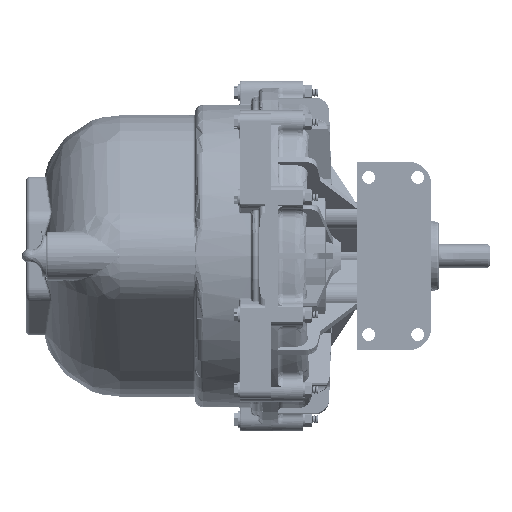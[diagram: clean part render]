
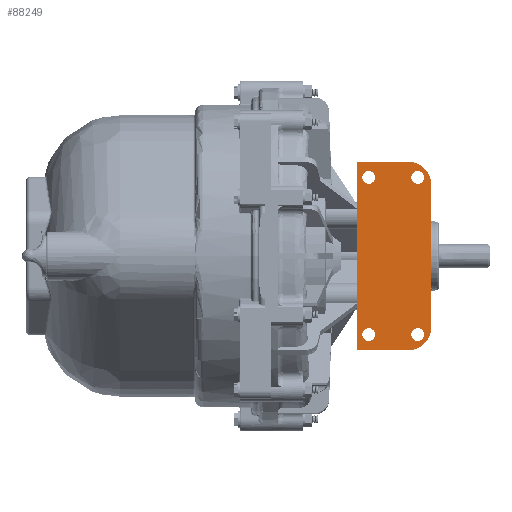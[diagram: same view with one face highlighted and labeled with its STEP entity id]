
A CAD part, front view. The second image highlights one B-rep face of the part: STEP entity #88249.
In plain terms, the highlighted planar face has unit normal (0, -1, 0).
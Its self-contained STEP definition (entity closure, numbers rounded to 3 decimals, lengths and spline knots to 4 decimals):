
#5199=FACE_BOUND('',#20484,.T.);
#5200=FACE_BOUND('',#20485,.T.);
#5201=FACE_BOUND('',#20486,.T.);
#5202=FACE_BOUND('',#20487,.T.);
#8737=CIRCLE('',#96857,0.75);
#8745=CIRCLE('',#96873,0.75);
#8746=CIRCLE('',#96875,0.2031);
#8747=CIRCLE('',#96876,0.2031);
#8748=CIRCLE('',#96877,0.2031);
#8749=CIRCLE('',#96878,0.2031);
#10483=PLANE('',#96874);
#15265=FACE_OUTER_BOUND('',#20483,.T.);
#20483=EDGE_LOOP('',(#81941,#81942,#81943,#81944,#81945,#81946));
#20484=EDGE_LOOP('',(#81947));
#20485=EDGE_LOOP('',(#81948));
#20486=EDGE_LOOP('',(#81949));
#20487=EDGE_LOOP('',(#81950));
#28703=LINE('',#243624,#33609);
#28875=LINE('',#248032,#33781);
#28885=LINE('',#248118,#33791);
#28887=LINE('',#248124,#33793);
#33609=VECTOR('',#116312,0.3937);
#33781=VECTOR('',#117404,0.3937);
#33791=VECTOR('',#117440,0.3937);
#33793=VECTOR('',#117448,0.3937);
#42016=VERTEX_POINT('',#243621);
#42017=VERTEX_POINT('',#243623);
#42380=VERTEX_POINT('',#248026);
#42381=VERTEX_POINT('',#248028);
#42390=VERTEX_POINT('',#248116);
#42391=VERTEX_POINT('',#248120);
#42392=VERTEX_POINT('',#248125);
#42393=VERTEX_POINT('',#248127);
#42394=VERTEX_POINT('',#248129);
#42395=VERTEX_POINT('',#248131);
#55080=EDGE_CURVE('',#42016,#42017,#28703,.T.);
#55674=EDGE_CURVE('',#42380,#42381,#8737,.T.);
#55676=EDGE_CURVE('',#42017,#42380,#28875,.T.);
#55695=EDGE_CURVE('',#42016,#42390,#28885,.T.);
#55697=EDGE_CURVE('',#42391,#42390,#8745,.T.);
#55698=EDGE_CURVE('',#42391,#42381,#28887,.T.);
#55699=EDGE_CURVE('',#42392,#42392,#8746,.T.);
#55700=EDGE_CURVE('',#42393,#42393,#8747,.T.);
#55701=EDGE_CURVE('',#42394,#42394,#8748,.T.);
#55702=EDGE_CURVE('',#42395,#42395,#8749,.T.);
#81941=ORIENTED_EDGE('',*,*,#55697,.F.);
#81942=ORIENTED_EDGE('',*,*,#55698,.T.);
#81943=ORIENTED_EDGE('',*,*,#55674,.F.);
#81944=ORIENTED_EDGE('',*,*,#55676,.F.);
#81945=ORIENTED_EDGE('',*,*,#55080,.F.);
#81946=ORIENTED_EDGE('',*,*,#55695,.T.);
#81947=ORIENTED_EDGE('',*,*,#55699,.T.);
#81948=ORIENTED_EDGE('',*,*,#55700,.T.);
#81949=ORIENTED_EDGE('',*,*,#55701,.T.);
#81950=ORIENTED_EDGE('',*,*,#55702,.T.);
#88249=ADVANCED_FACE('',(#15265,#5199,#5200,#5201,#5202),#10483,.T.);
#96857=AXIS2_PLACEMENT_3D('',#248029,#117399,#117400);
#96873=AXIS2_PLACEMENT_3D('',#248122,#117444,#117445);
#96874=AXIS2_PLACEMENT_3D('',#248123,#117446,#117447);
#96875=AXIS2_PLACEMENT_3D('',#248126,#117449,#117450);
#96876=AXIS2_PLACEMENT_3D('',#248128,#117451,#117452);
#96877=AXIS2_PLACEMENT_3D('',#248130,#117453,#117454);
#96878=AXIS2_PLACEMENT_3D('',#248132,#117455,#117456);
#116312=DIRECTION('',(1.,0.,0.));
#117399=DIRECTION('center_axis',(0.,1.,0.));
#117400=DIRECTION('ref_axis',(0.707,0.,-0.707));
#117404=DIRECTION('',(0.,0.,-1.));
#117440=DIRECTION('',(0.,0.,-1.));
#117444=DIRECTION('center_axis',(0.,1.,0.));
#117445=DIRECTION('ref_axis',(-0.707,0.,-0.707));
#117446=DIRECTION('center_axis',(0.,-1.,0.));
#117447=DIRECTION('ref_axis',(0.,0.,-1.));
#117448=DIRECTION('',(1.,0.,0.));
#117449=DIRECTION('center_axis',(0.,1.,0.));
#117450=DIRECTION('ref_axis',(1.,0.,0.));
#117451=DIRECTION('center_axis',(0.,1.,0.));
#117452=DIRECTION('ref_axis',(1.,0.,0.));
#117453=DIRECTION('center_axis',(0.,1.,0.));
#117454=DIRECTION('ref_axis',(1.,0.,0.));
#117455=DIRECTION('center_axis',(0.,1.,0.));
#117456=DIRECTION('ref_axis',(1.,0.,0.));
#243621=CARTESIAN_POINT('',(-3.,-4.171,0.));
#243623=CARTESIAN_POINT('',(3.,-4.171,0.));
#243624=CARTESIAN_POINT('',(-1.923,-4.171,0.));
#248026=CARTESIAN_POINT('',(3.,-4.171,-1.625));
#248028=CARTESIAN_POINT('',(2.25,-4.171,-2.375));
#248029=CARTESIAN_POINT('Origin',(2.25,-4.171,-1.625));
#248032=CARTESIAN_POINT('',(3.,-4.171,0.));
#248116=CARTESIAN_POINT('',(-3.,-4.171,-1.625));
#248118=CARTESIAN_POINT('',(-3.,-4.171,0.));
#248120=CARTESIAN_POINT('',(-2.25,-4.171,-2.375));
#248122=CARTESIAN_POINT('Origin',(-2.25,-4.171,-1.625));
#248123=CARTESIAN_POINT('Origin',(-1.923,-4.171,0.));
#248124=CARTESIAN_POINT('',(-3.,-4.171,-2.375));
#248125=CARTESIAN_POINT('',(-2.7031,-4.171,-0.375));
#248126=CARTESIAN_POINT('Origin',(-2.5,-4.171,-0.375));
#248127=CARTESIAN_POINT('',(2.2969,-4.171,-0.375));
#248128=CARTESIAN_POINT('Origin',(2.5,-4.171,-0.375));
#248129=CARTESIAN_POINT('',(2.2969,-4.171,-1.9375));
#248130=CARTESIAN_POINT('Origin',(2.5,-4.171,-1.9375));
#248131=CARTESIAN_POINT('',(-2.7031,-4.171,-1.9375));
#248132=CARTESIAN_POINT('Origin',(-2.5,-4.171,-1.9375));
